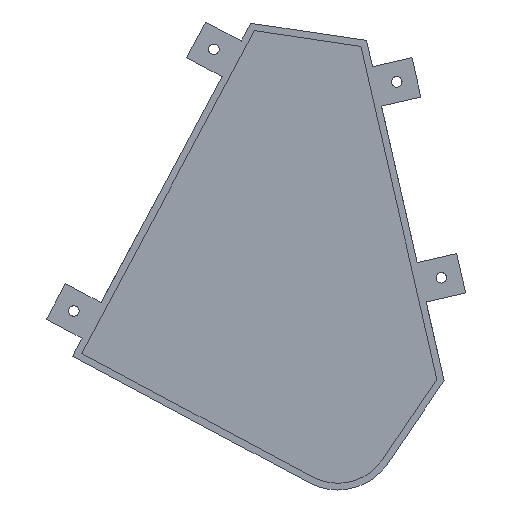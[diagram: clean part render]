
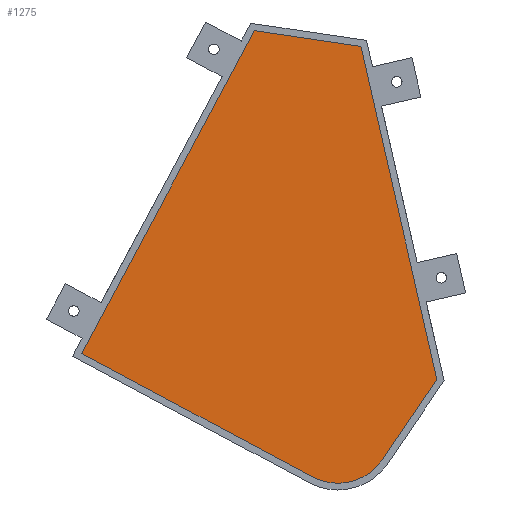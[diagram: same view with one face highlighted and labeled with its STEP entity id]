
A CAD part, front view. The second image highlights one B-rep face of the part: STEP entity #1275.
In plain terms, the highlighted planar face has unit normal (0, -1, 0).
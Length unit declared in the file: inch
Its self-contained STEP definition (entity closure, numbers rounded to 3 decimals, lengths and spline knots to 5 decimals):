
#2 = CARTESIAN_POINT ( 'NONE',  ( 0., 0., 0. ) ) ;
#8 = VERTEX_POINT ( 'NONE', #616 ) ;
#86 = EDGE_CURVE ( 'NONE', #250, #1298, #836, .T. ) ;
#150 = DIRECTION ( 'NONE',  ( 0.222, 0., -0.975 ) ) ;
#180 = DIRECTION ( 'NONE',  ( 0., 0., 1. ) ) ;
#186 = VECTOR ( 'NONE', #1293, 39.37008 ) ;
#190 = LINE ( 'NONE', #892, #186 ) ;
#220 = DIRECTION ( 'NONE',  ( 0.989, 0., -0.147 ) ) ;
#250 = VERTEX_POINT ( 'NONE', #1000 ) ;
#281 = EDGE_CURVE ( 'NONE', #1003, #250, #910, .T. ) ;
#338 = CARTESIAN_POINT ( 'NONE',  ( 5.18243, 0., 5.69591 ) ) ;
#352 = EDGE_CURVE ( 'NONE', #8, #723, #859, .T. ) ;
#374 = DIRECTION ( 'NONE',  ( 0., 1., 0. ) ) ;
#429 = CARTESIAN_POINT ( 'NONE',  ( 4.27931, 0., -2.29085 ) ) ;
#484 = AXIS2_PLACEMENT_3D ( 'NONE', #1073, #374, #180 ) ;
#493 = LINE ( 'NONE', #581, #1010 ) ;
#508 = DIRECTION ( 'NONE',  ( 0., 0., 1. ) ) ;
#574 = EDGE_CURVE ( 'NONE', #723, #1003, #493, .T. ) ;
#581 = CARTESIAN_POINT ( 'NONE',  ( 3.20613, 0., 5.98905 ) ) ;
#616 = CARTESIAN_POINT ( 'NONE',  ( 4.27931, 0., -2.29085 ) ) ;
#618 = EDGE_CURVE ( 'NONE', #936, #8, #1289, .T. ) ;
#635 = ORIENTED_EDGE ( 'NONE', *, *, #618, .F. ) ;
#639 = ORIENTED_EDGE ( 'NONE', *, *, #667, .F. ) ;
#667 = EDGE_CURVE ( 'NONE', #1298, #936, #190, .T. ) ;
#673 = CARTESIAN_POINT ( 'NONE',  ( 3.20613, 0., 5.98905 ) ) ;
#676 = FACE_OUTER_BOUND ( 'NONE', #963, .T. ) ;
#693 = VECTOR ( 'NONE', #150, 39.37008 ) ;
#723 = VERTEX_POINT ( 'NONE', #2 ) ;
#750 = DIRECTION ( 'NONE',  ( -0.882, 0., 0.472 ) ) ;
#782 = CARTESIAN_POINT ( 'NONE',  ( 4.75127, 0., -1.40923 ) ) ;
#836 = LINE ( 'NONE', #338, #693 ) ;
#859 = LINE ( 'NONE', #429, #872 ) ;
#872 = VECTOR ( 'NONE', #750, 39.37008 ) ;
#883 = CARTESIAN_POINT ( 'NONE',  ( 6.59043, 0., -0.48242 ) ) ;
#892 = CARTESIAN_POINT ( 'NONE',  ( 6.59043, 0., -0.48242 ) ) ;
#910 = LINE ( 'NONE', #1222, #1240 ) ;
#936 = VERTEX_POINT ( 'NONE', #1154 ) ;
#963 = EDGE_LOOP ( 'NONE', ( #635, #639, #1193, #1080, #1062, #1277 ) ) ;
#987 = DIRECTION ( 'NONE',  ( 0.472, 0., 0.882 ) ) ;
#1000 = CARTESIAN_POINT ( 'NONE',  ( 5.18243, 0., 5.69591 ) ) ;
#1003 = VERTEX_POINT ( 'NONE', #673 ) ;
#1010 = VECTOR ( 'NONE', #987, 39.37008 ) ;
#1062 = ORIENTED_EDGE ( 'NONE', *, *, #574, .F. ) ;
#1073 = CARTESIAN_POINT ( 'NONE',  ( 4.75127, 0., -1.40923 ) ) ;
#1080 = ORIENTED_EDGE ( 'NONE', *, *, #281, .F. ) ;
#1154 = CARTESIAN_POINT ( 'NONE',  ( 5.57829, 0., -1.9714 ) ) ;
#1193 = ORIENTED_EDGE ( 'NONE', *, *, #86, .F. ) ;
#1199 = AXIS2_PLACEMENT_3D ( 'NONE', #782, #1284, #508 ) ;
#1207 = PLANE ( 'NONE',  #1199 ) ;
#1222 = CARTESIAN_POINT ( 'NONE',  ( 3.20613, 0., 5.98905 ) ) ;
#1240 = VECTOR ( 'NONE', #220, 39.37008 ) ;
#1275 = ADVANCED_FACE ( 'NONE', ( #676 ), #1207, .F. ) ;
#1277 = ORIENTED_EDGE ( 'NONE', *, *, #352, .F. ) ;
#1284 = DIRECTION ( 'NONE',  ( 0., 1., 0. ) ) ;
#1289 = CIRCLE ( 'NONE', #484, 1. ) ;
#1293 = DIRECTION ( 'NONE',  ( -0.562, 0., -0.827 ) ) ;
#1298 = VERTEX_POINT ( 'NONE', #883 ) ;
